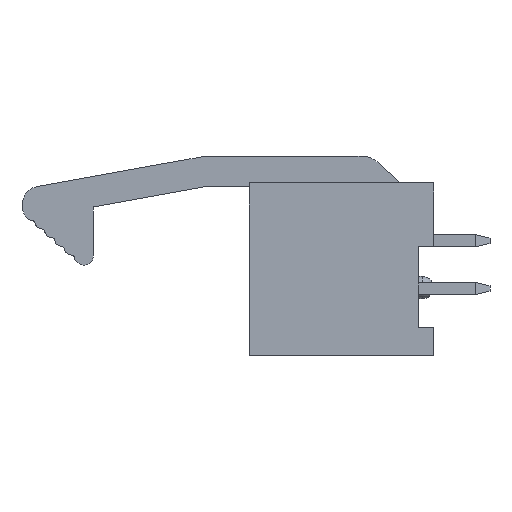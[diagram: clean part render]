
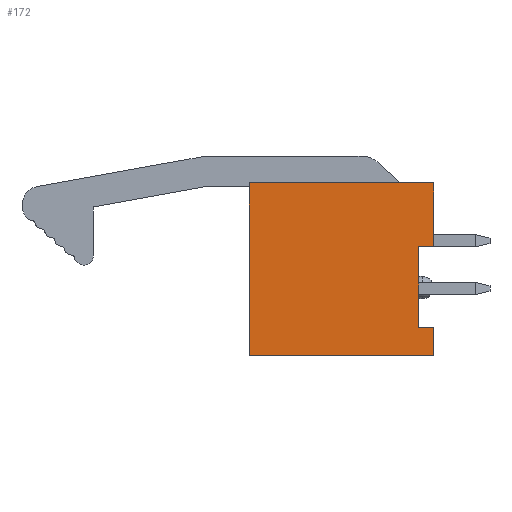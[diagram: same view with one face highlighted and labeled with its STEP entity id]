
A CAD part, left-side view. The second image highlights one B-rep face of the part: STEP entity #172.
In plain terms, the highlighted planar face has unit normal (-1, 0, 0).
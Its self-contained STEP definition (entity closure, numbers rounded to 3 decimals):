
#53=CARTESIAN_POINT('',(-19.05,0.,-4.6));
#54=VERTEX_POINT('',#53);
#61=CARTESIAN_POINT('',(-19.05,9.8,-4.6));
#62=VERTEX_POINT('',#61);
#63=CARTESIAN_POINT('',(-19.05,0.,-4.6));
#64=DIRECTION('',(0.,1.,0.));
#65=VECTOR('',#64,9.8);
#66=LINE('',#63,#65);
#67=EDGE_CURVE('',#54,#62,#66,.T.);
#91=CARTESIAN_POINT('',(-19.05,0.,-3.08));
#92=VERTEX_POINT('',#91);
#93=CARTESIAN_POINT('',(-19.05,0.,-3.08));
#94=DIRECTION('',(0.,0.,-1.));
#95=VECTOR('',#94,1.52);
#96=LINE('',#93,#95);
#97=EDGE_CURVE('',#92,#54,#96,.T.);
#117=CARTESIAN_POINT('',(-19.05,9.8,-4.6));
#118=DIRECTION('',(0.,-1.,0.));
#119=DIRECTION('',(-1.,0.,0.));
#120=AXIS2_PLACEMENT_3D('',#117,#119,#118);
#121=PLANE('',#120);
#122=CARTESIAN_POINT('',(-19.05,0.8,1.2));
#123=VERTEX_POINT('',#122);
#124=CARTESIAN_POINT('',(-19.05,0.,1.2));
#125=VERTEX_POINT('',#124);
#126=CARTESIAN_POINT('',(-19.05,0.8,1.2));
#127=DIRECTION('',(0.,-1.,0.));
#128=VECTOR('',#127,0.8);
#129=LINE('',#126,#128);
#130=EDGE_CURVE('',#123,#125,#129,.T.);
#131=ORIENTED_EDGE('',*,*,#130,.T.);
#132=CARTESIAN_POINT('',(-19.05,0.,4.6));
#133=VERTEX_POINT('',#132);
#134=CARTESIAN_POINT('',(-19.05,0.,1.2));
#135=DIRECTION('',(0.,0.,1.));
#136=VECTOR('',#135,3.4);
#137=LINE('',#134,#136);
#138=EDGE_CURVE('',#125,#133,#137,.T.);
#139=ORIENTED_EDGE('',*,*,#138,.T.);
#140=CARTESIAN_POINT('',(-19.05,9.8,4.6));
#141=VERTEX_POINT('',#140);
#142=CARTESIAN_POINT('',(-19.05,0.,4.6));
#143=DIRECTION('',(0.,1.,0.));
#144=VECTOR('',#143,9.8);
#145=LINE('',#142,#144);
#146=EDGE_CURVE('',#133,#141,#145,.T.);
#147=ORIENTED_EDGE('',*,*,#146,.T.);
#148=CARTESIAN_POINT('',(-19.05,9.8,4.6));
#149=DIRECTION('',(0.,0.,-1.));
#150=VECTOR('',#149,9.2);
#151=LINE('',#148,#150);
#152=EDGE_CURVE('',#141,#62,#151,.T.);
#153=ORIENTED_EDGE('',*,*,#152,.T.);
#154=ORIENTED_EDGE('',*,*,#67,.F.);
#155=ORIENTED_EDGE('',*,*,#97,.F.);
#156=CARTESIAN_POINT('',(-19.05,0.8,-3.08));
#157=VERTEX_POINT('',#156);
#158=CARTESIAN_POINT('',(-19.05,0.,-3.08));
#159=DIRECTION('',(0.,1.,0.));
#160=VECTOR('',#159,0.8);
#161=LINE('',#158,#160);
#162=EDGE_CURVE('',#92,#157,#161,.T.);
#163=ORIENTED_EDGE('',*,*,#162,.T.);
#164=CARTESIAN_POINT('',(-19.05,0.8,-3.08));
#165=DIRECTION('',(0.,0.,1.));
#166=VECTOR('',#165,4.28);
#167=LINE('',#164,#166);
#168=EDGE_CURVE('',#157,#123,#167,.T.);
#169=ORIENTED_EDGE('',*,*,#168,.T.);
#170=EDGE_LOOP('',(#131,#139,#147,#153,#154,#155,#163,#169));
#171=FACE_OUTER_BOUND('',#170,.T.);
#172=ADVANCED_FACE('',(#171),#121,.T.);
